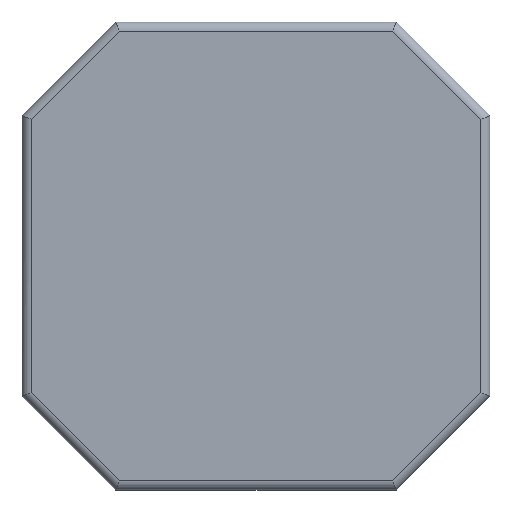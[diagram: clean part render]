
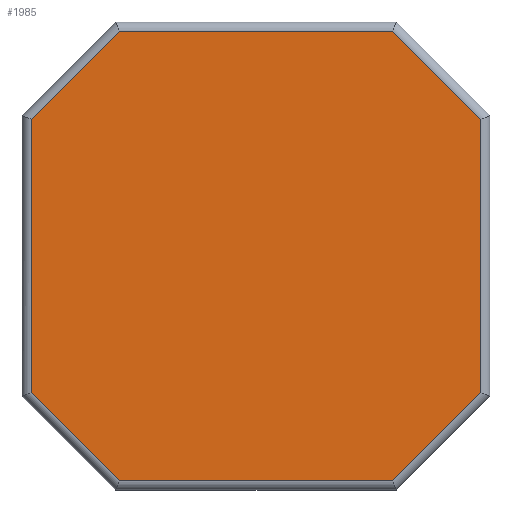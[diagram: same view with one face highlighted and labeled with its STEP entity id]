
A CAD part, front view. The second image highlights one B-rep face of the part: STEP entity #1985.
In plain terms, the highlighted planar face has unit normal (0, -1, 0).
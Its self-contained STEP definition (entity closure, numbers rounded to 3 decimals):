
#53=PLANE('',#2126);
#152=FACE_OUTER_BOUND('',#266,.T.);
#266=EDGE_LOOP('',(#1426,#1427,#1428,#1429,#1430,#1431,#1432,#1433));
#394=LINE('',#2800,#650);
#396=LINE('',#2808,#652);
#398=LINE('',#2815,#654);
#400=LINE('',#2823,#656);
#403=LINE('',#2831,#659);
#405=LINE('',#2837,#661);
#406=LINE('',#2840,#662);
#409=LINE('',#2844,#665);
#650=VECTOR('',#2254,10.);
#652=VECTOR('',#2262,10.);
#654=VECTOR('',#2268,10.);
#656=VECTOR('',#2276,10.);
#659=VECTOR('',#2283,10.);
#661=VECTOR('',#2289,10.);
#662=VECTOR('',#2294,10.);
#665=VECTOR('',#2299,10.);
#906=VERTEX_POINT('',#2798);
#907=VERTEX_POINT('',#2799);
#910=VERTEX_POINT('',#2807);
#912=VERTEX_POINT('',#2813);
#913=VERTEX_POINT('',#2814);
#916=VERTEX_POINT('',#2822);
#919=VERTEX_POINT('',#2830);
#921=VERTEX_POINT('',#2836);
#1092=EDGE_CURVE('',#906,#907,#394,.T.);
#1096=EDGE_CURVE('',#907,#910,#396,.T.);
#1099=EDGE_CURVE('',#912,#913,#398,.T.);
#1103=EDGE_CURVE('',#913,#916,#400,.T.);
#1107=EDGE_CURVE('',#916,#919,#403,.T.);
#1110=EDGE_CURVE('',#919,#921,#405,.T.);
#1112=EDGE_CURVE('',#910,#912,#406,.T.);
#1115=EDGE_CURVE('',#921,#906,#409,.T.);
#1426=ORIENTED_EDGE('',*,*,#1099,.F.);
#1427=ORIENTED_EDGE('',*,*,#1112,.F.);
#1428=ORIENTED_EDGE('',*,*,#1096,.F.);
#1429=ORIENTED_EDGE('',*,*,#1092,.F.);
#1430=ORIENTED_EDGE('',*,*,#1115,.F.);
#1431=ORIENTED_EDGE('',*,*,#1110,.F.);
#1432=ORIENTED_EDGE('',*,*,#1107,.F.);
#1433=ORIENTED_EDGE('',*,*,#1103,.F.);
#1985=ADVANCED_FACE('',(#152),#53,.F.);
#2126=AXIS2_PLACEMENT_3D('',#2863,#2317,#2318);
#2254=DIRECTION('',(-1.,0.,0.));
#2262=DIRECTION('',(-0.707,0.,0.707));
#2268=DIRECTION('',(0.707,0.,0.707));
#2276=DIRECTION('',(1.,0.,0.));
#2283=DIRECTION('',(0.707,0.,-0.707));
#2289=DIRECTION('',(0.,0.,-1.));
#2294=DIRECTION('',(0.,0.,1.));
#2299=DIRECTION('',(-0.707,0.,-0.707));
#2317=DIRECTION('center_axis',(0.,1.,0.));
#2318=DIRECTION('ref_axis',(1.,0.,0.));
#2798=CARTESIAN_POINT('',(15.309,0.,-23.129));
#2799=CARTESIAN_POINT('',(-13.863,0.,-23.129));
#2800=CARTESIAN_POINT('',(8.223,0.,-23.129));
#2807=CARTESIAN_POINT('',(-23.277,0.,-13.715));
#2808=CARTESIAN_POINT('',(-16.07,0.,-20.922));
#2813=CARTESIAN_POINT('',(-23.277,0.,15.457));
#2814=CARTESIAN_POINT('',(-13.863,0.,24.871));
#2815=CARTESIAN_POINT('',(-21.07,0.,17.664));
#2822=CARTESIAN_POINT('',(15.309,0.,24.871));
#2823=CARTESIAN_POINT('',(-6.777,0.,24.871));
#2830=CARTESIAN_POINT('',(24.723,0.,15.457));
#2831=CARTESIAN_POINT('',(17.516,0.,22.664));
#2836=CARTESIAN_POINT('',(24.723,0.,-13.715));
#2837=CARTESIAN_POINT('',(24.723,0.,8.371));
#2840=CARTESIAN_POINT('',(-23.277,0.,-6.629));
#2844=CARTESIAN_POINT('',(22.516,0.,-15.922));
#2863=CARTESIAN_POINT('Origin',(0.723,0.,0.871));
